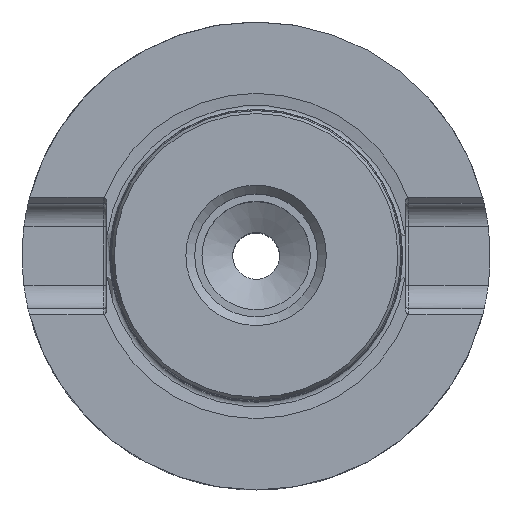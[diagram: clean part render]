
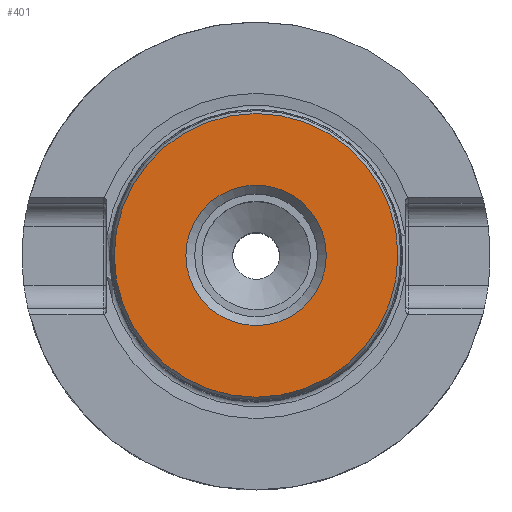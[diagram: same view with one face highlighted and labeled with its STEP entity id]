
A CAD part, top view. The second image highlights one B-rep face of the part: STEP entity #401.
In plain terms, the highlighted planar face has unit normal (0, 0, 1).
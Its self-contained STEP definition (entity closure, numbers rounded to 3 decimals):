
#121=PLANE('',#3797);
#401=ADVANCED_FACE('',(#1264,#1265),#121,.T.);
#1264=FACE_BOUND('',#1390,.T.);
#1265=FACE_BOUND('',#1391,.T.);
#1390=EDGE_LOOP('',(#1714));
#1391=EDGE_LOOP('',(#1715));
#1714=ORIENTED_EDGE('',*,*,#3110,.T.);
#1715=ORIENTED_EDGE('',*,*,#3111,.T.);
#2742=VERTEX_POINT('',#5465);
#2743=VERTEX_POINT('',#5467);
#3110=EDGE_CURVE('',#2742,#2742,#3598,.T.);
#3111=EDGE_CURVE('',#2743,#2743,#3599,.T.);
#3598=CIRCLE('',#3795,12.);
#3599=CIRCLE('',#3796,24.25);
#3795=AXIS2_PLACEMENT_3D('',#5464,#4244,#4245);
#3796=AXIS2_PLACEMENT_3D('',#5466,#4246,#4247);
#3797=AXIS2_PLACEMENT_3D('',#5468,#4248,#4249);
#4244=DIRECTION('',(0.,0.,-1.));
#4245=DIRECTION('',(1.,0.,0.));
#4246=DIRECTION('',(0.,0.,1.));
#4247=DIRECTION('',(1.,0.,0.));
#4248=DIRECTION('',(0.,0.,1.));
#4249=DIRECTION('',(-1.,0.,0.));
#5464=CARTESIAN_POINT('',(0.,0.,60.));
#5465=CARTESIAN_POINT('',(12.,0.,60.));
#5466=CARTESIAN_POINT('',(0.,0.,60.));
#5467=CARTESIAN_POINT('',(24.25,0.,60.));
#5468=CARTESIAN_POINT('',(0.,0.,60.));
